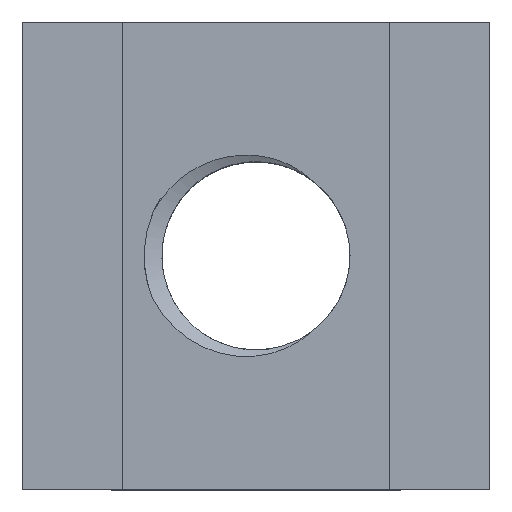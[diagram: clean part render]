
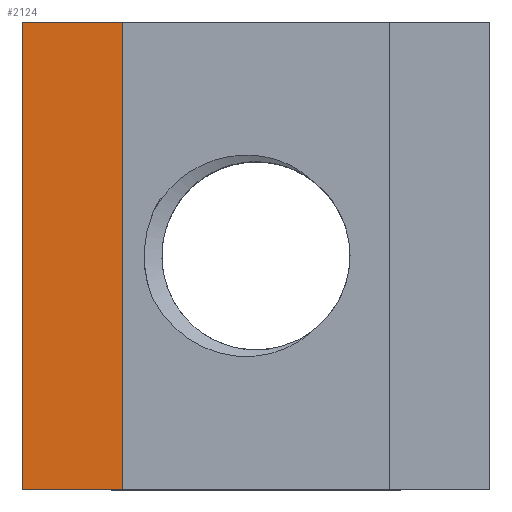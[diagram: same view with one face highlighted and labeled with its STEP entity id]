
A CAD part, top view. The second image highlights one B-rep face of the part: STEP entity #2124.
In plain terms, the highlighted planar face has unit normal (0, 0, 1).
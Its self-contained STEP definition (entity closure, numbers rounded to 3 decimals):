
#55 = PLANE('',#56);
#56 = AXIS2_PLACEMENT_3D('',#57,#58,#59);
#57 = CARTESIAN_POINT('',(0.,5.25,2.319));
#58 = DIRECTION('',(0.,1.,0.));
#59 = DIRECTION('',(0.,0.,1.));
#111 = PLANE('',#112);
#112 = AXIS2_PLACEMENT_3D('',#113,#114,#115);
#113 = CARTESIAN_POINT('',(0.,-5.25,2.319));
#114 = DIRECTION('',(0.,1.,0.));
#115 = DIRECTION('',(0.,0.,1.));
#656 = VERTEX_POINT('',#657);
#657 = CARTESIAN_POINT('',(-5.25,5.25,3.75));
#671 = PLANE('',#672);
#672 = AXIS2_PLACEMENT_3D('',#673,#674,#675);
#673 = CARTESIAN_POINT('',(-5.25,5.25,3.75));
#674 = DIRECTION('',(1.,0.,0.));
#675 = DIRECTION('',(0.,0.,-1.));
#683 = EDGE_CURVE('',#684,#656,#686,.T.);
#684 = VERTEX_POINT('',#685);
#685 = CARTESIAN_POINT('',(-3.,5.25,3.75));
#686 = SURFACE_CURVE('',#687,(#691,#698),.PCURVE_S1.);
#687 = LINE('',#688,#689);
#688 = CARTESIAN_POINT('',(-3.,5.25,3.75));
#689 = VECTOR('',#690,1.);
#690 = DIRECTION('',(-1.,0.,0.));
#691 = PCURVE('',#55,#692);
#692 = DEFINITIONAL_REPRESENTATION('',(#693),#697);
#693 = LINE('',#694,#695);
#694 = CARTESIAN_POINT('',(1.431,-3.));
#695 = VECTOR('',#696,1.);
#696 = DIRECTION('',(0.,-1.));
#697 = ( GEOMETRIC_REPRESENTATION_CONTEXT(2) 
PARAMETRIC_REPRESENTATION_CONTEXT() REPRESENTATION_CONTEXT('2D SPACE',''
  ) );
#698 = PCURVE('',#699,#704);
#699 = PLANE('',#700);
#700 = AXIS2_PLACEMENT_3D('',#701,#702,#703);
#701 = CARTESIAN_POINT('',(-3.,5.25,3.75));
#702 = DIRECTION('',(0.,0.,-1.));
#703 = DIRECTION('',(-1.,0.,0.));
#704 = DEFINITIONAL_REPRESENTATION('',(#705),#709);
#705 = LINE('',#706,#707);
#706 = CARTESIAN_POINT('',(0.,0.));
#707 = VECTOR('',#708,1.);
#708 = DIRECTION('',(1.,0.));
#709 = ( GEOMETRIC_REPRESENTATION_CONTEXT(2) 
PARAMETRIC_REPRESENTATION_CONTEXT() REPRESENTATION_CONTEXT('2D SPACE',''
  ) );
#727 = PLANE('',#728);
#728 = AXIS2_PLACEMENT_3D('',#729,#730,#731);
#729 = CARTESIAN_POINT('',(-3.,5.25,5.));
#730 = DIRECTION('',(1.,0.,0.));
#731 = DIRECTION('',(0.,0.,-1.));
#976 = VERTEX_POINT('',#977);
#977 = CARTESIAN_POINT('',(-5.25,-5.25,3.75));
#998 = EDGE_CURVE('',#999,#976,#1001,.T.);
#999 = VERTEX_POINT('',#1000);
#1000 = CARTESIAN_POINT('',(-3.,-5.25,3.75));
#1001 = SURFACE_CURVE('',#1002,(#1006,#1013),.PCURVE_S1.);
#1002 = LINE('',#1003,#1004);
#1003 = CARTESIAN_POINT('',(-3.,-5.25,3.75));
#1004 = VECTOR('',#1005,1.);
#1005 = DIRECTION('',(-1.,0.,0.));
#1006 = PCURVE('',#111,#1007);
#1007 = DEFINITIONAL_REPRESENTATION('',(#1008),#1012);
#1008 = LINE('',#1009,#1010);
#1009 = CARTESIAN_POINT('',(1.431,-3.));
#1010 = VECTOR('',#1011,1.);
#1011 = DIRECTION('',(0.,-1.));
#1012 = ( GEOMETRIC_REPRESENTATION_CONTEXT(2) 
PARAMETRIC_REPRESENTATION_CONTEXT() REPRESENTATION_CONTEXT('2D SPACE',''
  ) );
#1013 = PCURVE('',#699,#1014);
#1014 = DEFINITIONAL_REPRESENTATION('',(#1015),#1019);
#1015 = LINE('',#1016,#1017);
#1016 = CARTESIAN_POINT('',(0.,-10.5));
#1017 = VECTOR('',#1018,1.);
#1018 = DIRECTION('',(1.,0.));
#1019 = ( GEOMETRIC_REPRESENTATION_CONTEXT(2) 
PARAMETRIC_REPRESENTATION_CONTEXT() REPRESENTATION_CONTEXT('2D SPACE',''
  ) );
#2075 = EDGE_CURVE('',#656,#976,#2076,.T.);
#2076 = SURFACE_CURVE('',#2077,(#2081,#2088),.PCURVE_S1.);
#2077 = LINE('',#2078,#2079);
#2078 = CARTESIAN_POINT('',(-5.25,5.25,3.75));
#2079 = VECTOR('',#2080,1.);
#2080 = DIRECTION('',(0.,-1.,0.));
#2081 = PCURVE('',#671,#2082);
#2082 = DEFINITIONAL_REPRESENTATION('',(#2083),#2087);
#2083 = LINE('',#2084,#2085);
#2084 = CARTESIAN_POINT('',(0.,0.));
#2085 = VECTOR('',#2086,1.);
#2086 = DIRECTION('',(0.,-1.));
#2087 = ( GEOMETRIC_REPRESENTATION_CONTEXT(2) 
PARAMETRIC_REPRESENTATION_CONTEXT() REPRESENTATION_CONTEXT('2D SPACE',''
  ) );
#2088 = PCURVE('',#699,#2089);
#2089 = DEFINITIONAL_REPRESENTATION('',(#2090),#2094);
#2090 = LINE('',#2091,#2092);
#2091 = CARTESIAN_POINT('',(2.25,0.));
#2092 = VECTOR('',#2093,1.);
#2093 = DIRECTION('',(0.,-1.));
#2094 = ( GEOMETRIC_REPRESENTATION_CONTEXT(2) 
PARAMETRIC_REPRESENTATION_CONTEXT() REPRESENTATION_CONTEXT('2D SPACE',''
  ) );
#2124 = ADVANCED_FACE('',(#2125),#699,.F.);
#2125 = FACE_BOUND('',#2126,.F.);
#2126 = EDGE_LOOP('',(#2127,#2148,#2149,#2150));
#2127 = ORIENTED_EDGE('',*,*,#2128,.T.);
#2128 = EDGE_CURVE('',#684,#999,#2129,.T.);
#2129 = SURFACE_CURVE('',#2130,(#2134,#2141),.PCURVE_S1.);
#2130 = LINE('',#2131,#2132);
#2131 = CARTESIAN_POINT('',(-3.,5.25,3.75));
#2132 = VECTOR('',#2133,1.);
#2133 = DIRECTION('',(0.,-1.,0.));
#2134 = PCURVE('',#699,#2135);
#2135 = DEFINITIONAL_REPRESENTATION('',(#2136),#2140);
#2136 = LINE('',#2137,#2138);
#2137 = CARTESIAN_POINT('',(0.,0.));
#2138 = VECTOR('',#2139,1.);
#2139 = DIRECTION('',(0.,-1.));
#2140 = ( GEOMETRIC_REPRESENTATION_CONTEXT(2) 
PARAMETRIC_REPRESENTATION_CONTEXT() REPRESENTATION_CONTEXT('2D SPACE',''
  ) );
#2141 = PCURVE('',#727,#2142);
#2142 = DEFINITIONAL_REPRESENTATION('',(#2143),#2147);
#2143 = LINE('',#2144,#2145);
#2144 = CARTESIAN_POINT('',(1.25,0.));
#2145 = VECTOR('',#2146,1.);
#2146 = DIRECTION('',(0.,-1.));
#2147 = ( GEOMETRIC_REPRESENTATION_CONTEXT(2) 
PARAMETRIC_REPRESENTATION_CONTEXT() REPRESENTATION_CONTEXT('2D SPACE',''
  ) );
#2148 = ORIENTED_EDGE('',*,*,#998,.T.);
#2149 = ORIENTED_EDGE('',*,*,#2075,.F.);
#2150 = ORIENTED_EDGE('',*,*,#683,.F.);
